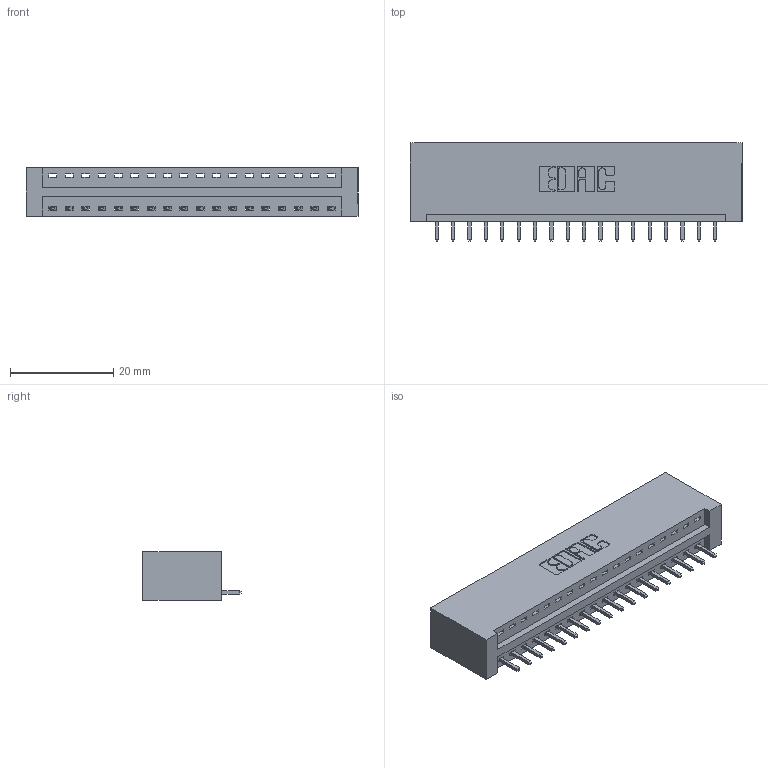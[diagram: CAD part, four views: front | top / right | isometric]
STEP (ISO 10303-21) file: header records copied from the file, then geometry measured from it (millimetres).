
FILE_DESCRIPTION (( 'STEP AP203' ), '1' );
FILE_NAME ('346-018-521-101.STEP', '2022-05-05T13:52:51', ( '' ), ( '' ), 'SwSTEP 2.0', 'SolidWorks 2020', '' );
FILE_SCHEMA (( 'CONFIG_CONTROL_DESIGN' ));
Length unit declared in the file: inch
Products named in the file (3): 345-292-001_345-293-121; 346-018-521-101; 346 Part_No Mounting Lugs
Assembly tree (19 placements, depth 2):
  346-018-521-101
    346 Part_No Mounting Lugs
    345-292-001_345-293-121  x18
Bounding box: 64.39 x 19.05 x 9.4 mm (x, y, z)
Volume: 6496.3 mm3; surface area: 7732 mm2
Topology: 19 solids, 19 shells, 1158 faces, 3473 edges, 2290 vertices
Faces by surface type: plane 792, cylinder 366
Entity records: 14143 total; most frequent: CARTESIAN_POINT 2438, ORIENTED_EDGE 2390, DIRECTION 2175, EDGE_CURVE 1195, LINE 999, VECTOR 999, VERTEX_POINT 794, AXIS2_PLACEMENT_3D 588
